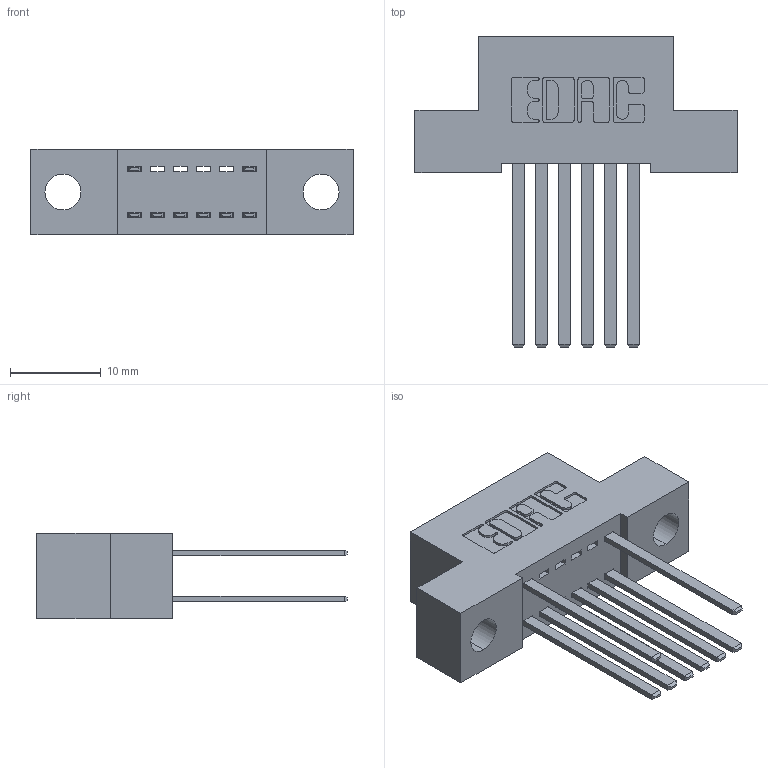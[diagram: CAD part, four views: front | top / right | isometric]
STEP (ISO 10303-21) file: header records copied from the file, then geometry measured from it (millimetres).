
FILE_DESCRIPTION (( 'STEP AP203' ), '1' );
FILE_NAME ('342-012-544-204.STEP', '2018-08-10T15:39:11', ( '' ), ( '' ), 'SwSTEP 2.0', 'SolidWorks 2016', '' );
FILE_SCHEMA (( 'CONFIG_CONTROL_DESIGN' ));
Length unit declared in the file: inch
Products named in the file (3): 342 Part_.156 TH; 345-292-001_345-293-144; 342-012-544-204
Assembly tree (9 placements, depth 2):
  342-012-544-204
    342 Part_.156 TH
    345-292-001_345-293-144  x8
Bounding box: 35.56 x 34.3 x 9.4 mm (x, y, z)
Volume: 3013.8 mm3; surface area: 3954.4 mm2
Topology: 9 solids, 9 shells, 502 faces, 1479 edges, 974 vertices
Faces by surface type: plane 346, cylinder 156
Entity records: 8075 total; most frequent: CARTESIAN_POINT 1394, ORIENTED_EDGE 1334, DIRECTION 1247, EDGE_CURVE 667, VECTOR 543, LINE 543, VERTEX_POINT 442, AXIS2_PLACEMENT_3D 352
